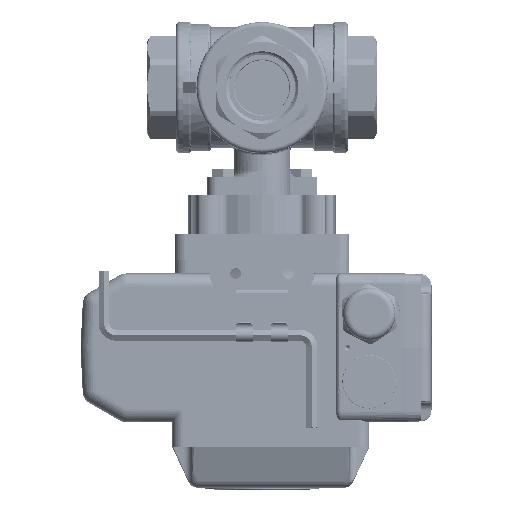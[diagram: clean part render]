
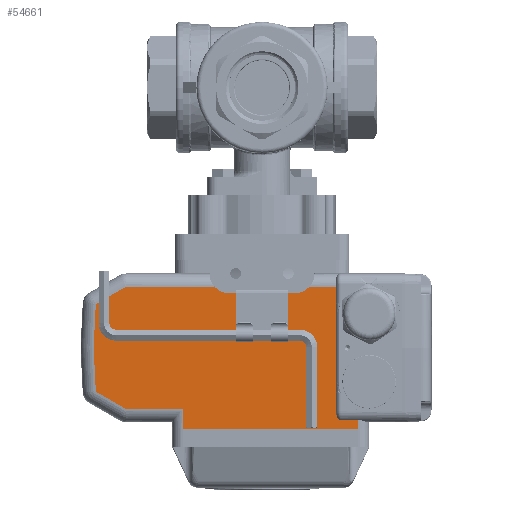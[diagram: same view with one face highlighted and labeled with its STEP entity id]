
A CAD part, front view. The second image highlights one B-rep face of the part: STEP entity #54661.
In plain terms, the highlighted planar face has unit normal (0, -1, 0).
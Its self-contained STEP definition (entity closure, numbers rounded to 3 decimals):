
#1230=B_SPLINE_CURVE_WITH_KNOTS('',3,(#99454,#99455,#99456,#99457,#99458,
#99459,#99460),.UNSPECIFIED.,.F.,.F.,(4,1,1,1,4),(0.,
0.001,0.003,0.004,0.005),
 .UNSPECIFIED.);
#3060=CIRCLE('',#58997,9.);
#3061=CIRCLE('',#58998,9.);
#12520=ORIENTED_EDGE('',*,*,#25459,.T.);
#12521=ORIENTED_EDGE('',*,*,#25460,.F.);
#12522=ORIENTED_EDGE('',*,*,#25461,.F.);
#12523=ORIENTED_EDGE('',*,*,#25462,.F.);
#12524=ORIENTED_EDGE('',*,*,#25463,.T.);
#12525=ORIENTED_EDGE('',*,*,#25464,.T.);
#12526=ORIENTED_EDGE('',*,*,#25465,.T.);
#12527=ORIENTED_EDGE('',*,*,#25466,.T.);
#12528=ORIENTED_EDGE('',*,*,#25467,.T.);
#12529=ORIENTED_EDGE('',*,*,#25468,.T.);
#12530=ORIENTED_EDGE('',*,*,#24566,.F.);
#12531=ORIENTED_EDGE('',*,*,#24549,.F.);
#12532=ORIENTED_EDGE('',*,*,#25458,.T.);
#12533=ORIENTED_EDGE('',*,*,#25469,.T.);
#12534=ORIENTED_EDGE('',*,*,#25470,.T.);
#12535=ORIENTED_EDGE('',*,*,#25471,.T.);
#12536=ORIENTED_EDGE('',*,*,#25472,.T.);
#12537=ORIENTED_EDGE('',*,*,#25473,.T.);
#24549=EDGE_CURVE('',#31852,#31845,#36974,.T.);
#24566=EDGE_CURVE('',#31845,#31869,#36979,.T.);
#25458=EDGE_CURVE('',#31852,#32417,#37381,.T.);
#25459=EDGE_CURVE('',#32418,#32419,#37382,.T.);
#25460=EDGE_CURVE('',#32420,#32419,#3060,.T.);
#25461=EDGE_CURVE('',#32421,#32420,#37383,.T.);
#25462=EDGE_CURVE('',#32422,#32421,#3061,.T.);
#25463=EDGE_CURVE('',#32422,#32423,#37384,.T.);
#25464=EDGE_CURVE('',#32423,#32424,#37385,.T.);
#25465=EDGE_CURVE('',#32424,#32425,#37386,.T.);
#25466=EDGE_CURVE('',#32425,#32426,#37387,.T.);
#25467=EDGE_CURVE('',#32426,#32427,#37388,.T.);
#25468=EDGE_CURVE('',#32427,#31869,#37389,.T.);
#25469=EDGE_CURVE('',#32417,#32428,#37390,.T.);
#25470=EDGE_CURVE('',#32428,#32429,#1230,.T.);
#25471=EDGE_CURVE('',#32429,#32430,#37391,.T.);
#25472=EDGE_CURVE('',#32430,#32431,#37392,.T.);
#25473=EDGE_CURVE('',#32431,#32418,#37393,.T.);
#31845=VERTEX_POINT('',#97476);
#31852=VERTEX_POINT('',#97489);
#31869=VERTEX_POINT('',#97526);
#32417=VERTEX_POINT('',#99429);
#32418=VERTEX_POINT('',#99433);
#32419=VERTEX_POINT('',#99434);
#32420=VERTEX_POINT('',#99436);
#32421=VERTEX_POINT('',#99438);
#32422=VERTEX_POINT('',#99440);
#32423=VERTEX_POINT('',#99442);
#32424=VERTEX_POINT('',#99444);
#32425=VERTEX_POINT('',#99446);
#32426=VERTEX_POINT('',#99448);
#32427=VERTEX_POINT('',#99450);
#32428=VERTEX_POINT('',#99453);
#32429=VERTEX_POINT('',#99461);
#32430=VERTEX_POINT('',#99463);
#32431=VERTEX_POINT('',#99465);
#36974=LINE('',#97490,#41412);
#36979=LINE('',#97525,#41417);
#37381=LINE('',#99430,#41819);
#37382=LINE('',#99432,#41820);
#37383=LINE('',#99437,#41821);
#37384=LINE('',#99441,#41822);
#37385=LINE('',#99443,#41823);
#37386=LINE('',#99445,#41824);
#37387=LINE('',#99447,#41825);
#37388=LINE('',#99449,#41826);
#37389=LINE('',#99451,#41827);
#37390=LINE('',#99452,#41828);
#37391=LINE('',#99462,#41829);
#37392=LINE('',#99464,#41830);
#37393=LINE('',#99466,#41831);
#41412=VECTOR('',#67065,1000.);
#41417=VECTOR('',#67098,1000.);
#41819=VECTOR('',#69036,1000.);
#41820=VECTOR('',#69039,1000.);
#41821=VECTOR('',#69042,1000.);
#41822=VECTOR('',#69045,1000.);
#41823=VECTOR('',#69046,1000.);
#41824=VECTOR('',#69047,1000.);
#41825=VECTOR('',#69048,1000.);
#41826=VECTOR('',#69049,1000.);
#41827=VECTOR('',#69050,1000.);
#41828=VECTOR('',#69051,1000.);
#41829=VECTOR('',#69052,1000.);
#41830=VECTOR('',#69053,1000.);
#41831=VECTOR('',#69054,1000.);
#45589=EDGE_LOOP('',(#12520,#12521,#12522,#12523,#12524,#12525,#12526,#12527,
#12528,#12529,#12530,#12531,#12532,#12533,#12534,#12535,#12536,#12537));
#49276=FACE_BOUND('',#45589,.T.);
#52383=PLANE('',#58996);
#54661=ADVANCED_FACE('',(#49276),#52383,.F.);
#58996=AXIS2_PLACEMENT_3D('',#99431,#69037,#69038);
#58997=AXIS2_PLACEMENT_3D('',#99435,#69040,#69041);
#58998=AXIS2_PLACEMENT_3D('',#99439,#69043,#69044);
#67065=DIRECTION('',(-1.,0.,0.));
#67098=DIRECTION('',(0.,0.,1.));
#69036=DIRECTION('',(0.,0.,1.));
#69037=DIRECTION('',(0.,1.,0.));
#69038=DIRECTION('',(0.,0.,1.));
#69039=DIRECTION('',(-1.,0.,0.));
#69040=DIRECTION('',(0.,-1.,0.));
#69041=DIRECTION('',(0.,0.,1.));
#69042=DIRECTION('',(1.,0.,0.));
#69043=DIRECTION('',(0.,-1.,0.));
#69044=DIRECTION('',(0.,0.,-1.));
#69045=DIRECTION('',(-1.,0.,0.));
#69046=DIRECTION('',(-0.866,0.,-0.5));
#69047=DIRECTION('',(-0.05,0.,-0.999));
#69048=DIRECTION('',(0.05,0.,-0.999));
#69049=DIRECTION('',(0.866,0.,-0.5));
#69050=DIRECTION('',(1.,0.,0.));
#69051=DIRECTION('',(-1.,0.,0.));
#69052=DIRECTION('',(0.,0.,1.));
#69053=DIRECTION('',(0.,0.,1.));
#69054=DIRECTION('',(0.,0.,1.));
#97476=CARTESIAN_POINT('',(-36.,-43.,-37.));
#97489=CARTESIAN_POINT('',(44.,-43.,-37.));
#97490=CARTESIAN_POINT('',(44.,-43.,-37.));
#97525=CARTESIAN_POINT('',(-36.,-43.,-37.));
#97526=CARTESIAN_POINT('',(-36.,-43.,-28.));
#99429=CARTESIAN_POINT('',(44.,-43.,-33.));
#99430=CARTESIAN_POINT('',(44.,-43.,-37.));
#99431=CARTESIAN_POINT('',(-62.144,-43.,-28.));
#99432=CARTESIAN_POINT('',(-62.144,-43.,28.));
#99433=CARTESIAN_POINT('',(34.,-43.,28.));
#99434=CARTESIAN_POINT('',(21.708,-43.,28.));
#99435=CARTESIAN_POINT('',(15.,-43.,34.));
#99436=CARTESIAN_POINT('',(15.,-43.,25.));
#99437=CARTESIAN_POINT('',(-15.,-43.,25.));
#99438=CARTESIAN_POINT('',(-15.,-43.,25.));
#99439=CARTESIAN_POINT('',(-15.,-43.,34.));
#99440=CARTESIAN_POINT('',(-21.708,-43.,28.));
#99441=CARTESIAN_POINT('',(-62.144,-43.,28.));
#99442=CARTESIAN_POINT('',(-62.144,-43.,28.));
#99443=CARTESIAN_POINT('',(-76.,-43.,20.));
#99444=CARTESIAN_POINT('',(-76.,-43.,20.));
#99445=CARTESIAN_POINT('',(-77.007,-43.,-0.297));
#99446=CARTESIAN_POINT('',(-76.993,-43.,0.));
#99447=CARTESIAN_POINT('',(-76.,-43.,-20.));
#99448=CARTESIAN_POINT('',(-76.,-43.,-20.));
#99449=CARTESIAN_POINT('',(-62.144,-43.,-28.));
#99450=CARTESIAN_POINT('',(-62.144,-43.,-28.));
#99451=CARTESIAN_POINT('',(-36.,-43.,-28.));
#99452=CARTESIAN_POINT('',(44.,-43.,-33.));
#99453=CARTESIAN_POINT('',(36.,-43.,-33.));
#99454=CARTESIAN_POINT('',(36.,-43.,-33.));
#99455=CARTESIAN_POINT('',(35.576,-43.,-33.));
#99456=CARTESIAN_POINT('',(34.756,-43.,-32.643));
#99457=CARTESIAN_POINT('',(34.128,-43.,-31.495));
#99458=CARTESIAN_POINT('',(33.99,-43.,-30.249));
#99459=CARTESIAN_POINT('',(34.,-43.,-29.417));
#99460=CARTESIAN_POINT('',(34.,-43.,-29.));
#99461=CARTESIAN_POINT('',(34.,-43.,-29.));
#99462=CARTESIAN_POINT('',(34.,-43.,34.));
#99463=CARTESIAN_POINT('',(34.,-43.,-20.696));
#99464=CARTESIAN_POINT('',(34.,-43.,34.));
#99465=CARTESIAN_POINT('',(34.,-43.,20.696));
#99466=CARTESIAN_POINT('',(34.,-43.,34.));
